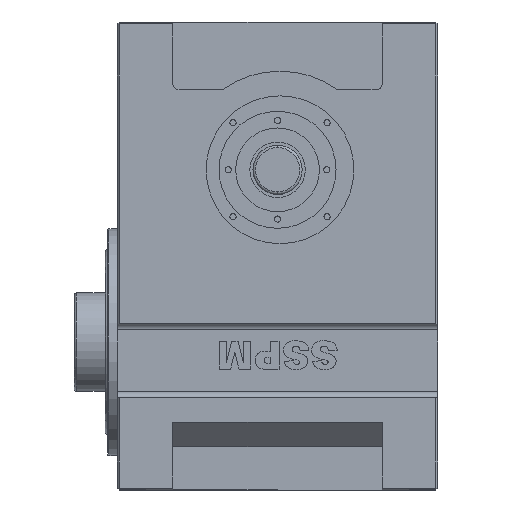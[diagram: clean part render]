
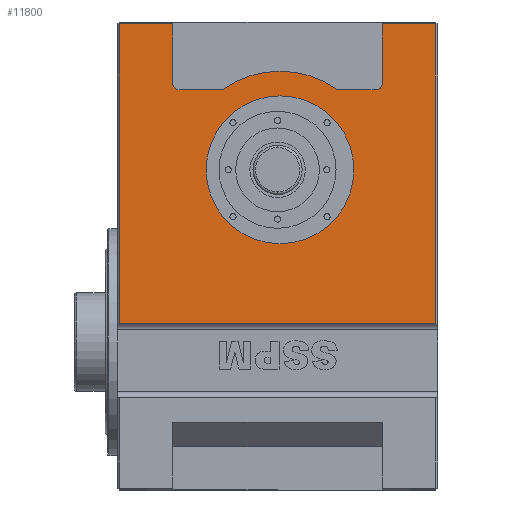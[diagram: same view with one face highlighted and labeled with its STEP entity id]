
A CAD part, left-side view. The second image highlights one B-rep face of the part: STEP entity #11800.
In plain terms, the highlighted planar face has unit normal (-1, 0, 0).
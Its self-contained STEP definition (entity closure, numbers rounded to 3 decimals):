
#2 = CARTESIAN_POINT ( 'NONE',  ( -240., 128., -120. ) ) ;
#37 = ORIENTED_EDGE ( 'NONE', *, *, #13741, .T. ) ;
#136 = CARTESIAN_POINT ( 'NONE',  ( -240., 128., -180. ) ) ;
#235 = EDGE_CURVE ( 'NONE', #12671, #11166, #2825, .T. ) ;
#339 = CARTESIAN_POINT ( 'NONE',  ( -240., 81.363, -55. ) ) ;
#352 = VERTEX_POINT ( 'NONE', #7153 ) ;
#452 = VERTEX_POINT ( 'NONE', #14798 ) ;
#801 = DIRECTION ( 'NONE',  ( 0., 0., -1. ) ) ;
#919 = CARTESIAN_POINT ( 'NONE',  ( -240., 128., -120. ) ) ;
#1125 = DIRECTION ( 'NONE',  ( 0., 1., 0. ) ) ;
#1229 = DIRECTION ( 'NONE',  ( 1., 0., 0. ) ) ;
#1282 = DIRECTION ( 'NONE',  ( 0., 0., -1. ) ) ;
#1297 = EDGE_CURVE ( 'NONE', #8531, #452, #3383, .T. ) ;
#1391 = VERTEX_POINT ( 'NONE', #339 ) ;
#1433 = VECTOR ( 'NONE', #6180, 1000. ) ;
#1672 = CARTESIAN_POINT ( 'NONE',  ( -240., 174.637, -55. ) ) ;
#1916 = DIRECTION ( 'NONE',  ( 0., 0., -1. ) ) ;
#2093 = DIRECTION ( 'NONE',  ( 0., 0., -1. ) ) ;
#2518 = ORIENTED_EDGE ( 'NONE', *, *, #16543, .T. ) ;
#2654 = LINE ( 'NONE', #12202, #8659 ) ;
#2813 = CARTESIAN_POINT ( 'NONE',  ( -240., 45., -1.5 ) ) ;
#2825 = LINE ( 'NONE', #16454, #16037 ) ;
#2872 = EDGE_CURVE ( 'NONE', #7714, #11147, #11825, .T. ) ;
#3180 = EDGE_CURVE ( 'NONE', #11147, #352, #3189, .T. ) ;
#3189 = LINE ( 'NONE', #9404, #14800 ) ;
#3383 = LINE ( 'NONE', #14131, #11390 ) ;
#3643 = VERTEX_POINT ( 'NONE', #12869 ) ;
#3751 = EDGE_CURVE ( 'NONE', #8531, #3643, #15004, .T. ) ;
#3876 = EDGE_CURVE ( 'NONE', #5784, #1391, #5969, .T. ) ;
#3959 = DIRECTION ( 'NONE',  ( -1., 0., 0. ) ) ;
#4383 = CARTESIAN_POINT ( 'NONE',  ( -240., 1.5, -245. ) ) ;
#4514 = AXIS2_PLACEMENT_3D ( 'NONE', #4828, #12423, #4766 ) ;
#4596 = PLANE ( 'NONE',  #16443 ) ;
#4701 = CARTESIAN_POINT ( 'NONE',  ( -240., 260., 0. ) ) ;
#4702 = DIRECTION ( 'NONE',  ( 1., 0., 0. ) ) ;
#4754 = CARTESIAN_POINT ( 'NONE',  ( -240., 215., -50. ) ) ;
#4766 = DIRECTION ( 'NONE',  ( 0., 0., -1. ) ) ;
#4778 = ORIENTED_EDGE ( 'NONE', *, *, #235, .T. ) ;
#4828 = CARTESIAN_POINT ( 'NONE',  ( -240., 128., -120. ) ) ;
#5355 = CARTESIAN_POINT ( 'NONE',  ( -240., 128., -120. ) ) ;
#5407 = EDGE_CURVE ( 'NONE', #7381, #5784, #10771, .T. ) ;
#5435 = ORIENTED_EDGE ( 'NONE', *, *, #11994, .T. ) ;
#5445 = FACE_OUTER_BOUND ( 'NONE', #14404, .T. ) ;
#5784 = VERTEX_POINT ( 'NONE', #9024 ) ;
#5969 = LINE ( 'NONE', #7323, #11791 ) ;
#6180 = DIRECTION ( 'NONE',  ( 0., 0., 1. ) ) ;
#6472 = DIRECTION ( 'NONE',  ( 0., 1., 0. ) ) ;
#6634 = CIRCLE ( 'NONE', #14392, 80. ) ;
#6837 = ORIENTED_EDGE ( 'NONE', *, *, #3751, .T. ) ;
#6868 = EDGE_CURVE ( 'NONE', #11166, #7714, #11172, .T. ) ;
#7096 = AXIS2_PLACEMENT_3D ( 'NONE', #16144, #9814, #12325 ) ;
#7153 = CARTESIAN_POINT ( 'NONE',  ( -240., 258.5, -1.5 ) ) ;
#7156 = DIRECTION ( 'NONE',  ( 1., 0., 0. ) ) ;
#7194 = VECTOR ( 'NONE', #12073, 1000. ) ;
#7195 = CARTESIAN_POINT ( 'NONE',  ( -240., 258.5, -245. ) ) ;
#7244 = VERTEX_POINT ( 'NONE', #9643 ) ;
#7323 = CARTESIAN_POINT ( 'NONE',  ( -240., 81.363, -55. ) ) ;
#7381 = VERTEX_POINT ( 'NONE', #9873 ) ;
#7461 = ORIENTED_EDGE ( 'NONE', *, *, #2872, .T. ) ;
#7524 = ORIENTED_EDGE ( 'NONE', *, *, #6868, .T. ) ;
#7693 = EDGE_CURVE ( 'NONE', #11979, #13011, #15551, .T. ) ;
#7714 = VERTEX_POINT ( 'NONE', #4754 ) ;
#7818 = CARTESIAN_POINT ( 'NONE',  ( -240., 128., -60. ) ) ;
#7908 = ORIENTED_EDGE ( 'NONE', *, *, #1297, .F. ) ;
#8013 = ORIENTED_EDGE ( 'NONE', *, *, #10343, .T. ) ;
#8295 = DIRECTION ( 'NONE',  ( 0., 1., 0. ) ) ;
#8413 = ORIENTED_EDGE ( 'NONE', *, *, #7693, .T. ) ;
#8417 = CARTESIAN_POINT ( 'NONE',  ( -240., 215., -1.5 ) ) ;
#8531 = VERTEX_POINT ( 'NONE', #4383 ) ;
#8549 = CIRCLE ( 'NONE', #13129, 80. ) ;
#8659 = VECTOR ( 'NONE', #8295, 1000. ) ;
#8762 = VERTEX_POINT ( 'NONE', #2813 ) ;
#9024 = CARTESIAN_POINT ( 'NONE',  ( -240., 50., -55. ) ) ;
#9074 = ORIENTED_EDGE ( 'NONE', *, *, #3180, .T. ) ;
#9158 = AXIS2_PLACEMENT_3D ( 'NONE', #12726, #1229, #14014 ) ;
#9253 = DIRECTION ( 'NONE',  ( 0., 1., 0. ) ) ;
#9373 = AXIS2_PLACEMENT_3D ( 'NONE', #919, #4702, #2093 ) ;
#9404 = CARTESIAN_POINT ( 'NONE',  ( -240., 260., -1.5 ) ) ;
#9643 = CARTESIAN_POINT ( 'NONE',  ( -240., 128., -40. ) ) ;
#9814 = DIRECTION ( 'NONE',  ( 1., 0., 0. ) ) ;
#9873 = CARTESIAN_POINT ( 'NONE',  ( -240., 45., -50. ) ) ;
#10343 = EDGE_CURVE ( 'NONE', #8762, #7381, #13488, .T. ) ;
#10443 = EDGE_LOOP ( 'NONE', ( #8413, #15124 ) ) ;
#10771 = CIRCLE ( 'NONE', #7096, 5. ) ;
#10793 = CARTESIAN_POINT ( 'NONE',  ( -240., 1.5, 0. ) ) ;
#11027 = DIRECTION ( 'NONE',  ( 0., 1., 0. ) ) ;
#11147 = VERTEX_POINT ( 'NONE', #8417 ) ;
#11166 = VERTEX_POINT ( 'NONE', #14960 ) ;
#11172 = CIRCLE ( 'NONE', #9158, 5. ) ;
#11221 = CARTESIAN_POINT ( 'NONE',  ( -240., 215., 0. ) ) ;
#11390 = VECTOR ( 'NONE', #6472, 1000. ) ;
#11399 = VECTOR ( 'NONE', #16097, 1000. ) ;
#11791 = VECTOR ( 'NONE', #11027, 1000. ) ;
#11800 = ADVANCED_FACE ( 'NONE', ( #12651, #5445 ), #4596, .F. ) ;
#11825 = LINE ( 'NONE', #11221, #1433 ) ;
#11922 = ORIENTED_EDGE ( 'NONE', *, *, #3876, .T. ) ;
#11979 = VERTEX_POINT ( 'NONE', #7818 ) ;
#11994 = EDGE_CURVE ( 'NONE', #1391, #7244, #6634, .T. ) ;
#12073 = DIRECTION ( 'NONE',  ( 0., 0., 1. ) ) ;
#12179 = CIRCLE ( 'NONE', #4514, 60. ) ;
#12202 = CARTESIAN_POINT ( 'NONE',  ( -240., 260., -1.5 ) ) ;
#12325 = DIRECTION ( 'NONE',  ( 0., 0., -1. ) ) ;
#12423 = DIRECTION ( 'NONE',  ( 1., 0., 0. ) ) ;
#12651 = FACE_BOUND ( 'NONE', #10443, .T. ) ;
#12671 = VERTEX_POINT ( 'NONE', #1672 ) ;
#12726 = CARTESIAN_POINT ( 'NONE',  ( -240., 210., -50. ) ) ;
#12869 = CARTESIAN_POINT ( 'NONE',  ( -240., 1.5, -1.5 ) ) ;
#12907 = DIRECTION ( 'NONE',  ( 0., 0., -1. ) ) ;
#13011 = VERTEX_POINT ( 'NONE', #136 ) ;
#13082 = VECTOR ( 'NONE', #1916, 1000. ) ;
#13129 = AXIS2_PLACEMENT_3D ( 'NONE', #2, #13905, #1282 ) ;
#13295 = ORIENTED_EDGE ( 'NONE', *, *, #5407, .T. ) ;
#13488 = LINE ( 'NONE', #14712, #13082 ) ;
#13741 = EDGE_CURVE ( 'NONE', #3643, #8762, #2654, .T. ) ;
#13905 = DIRECTION ( 'NONE',  ( -1., 0., 0. ) ) ;
#14014 = DIRECTION ( 'NONE',  ( 0., 0., -1. ) ) ;
#14131 = CARTESIAN_POINT ( 'NONE',  ( -240., 0., -245. ) ) ;
#14192 = LINE ( 'NONE', #7195, #11399 ) ;
#14392 = AXIS2_PLACEMENT_3D ( 'NONE', #5355, #3959, #12907 ) ;
#14404 = EDGE_LOOP ( 'NONE', ( #7908, #6837, #37, #8013, #13295, #11922, #5435, #2518, #4778, #7524, #7461, #9074, #14593 ) ) ;
#14593 = ORIENTED_EDGE ( 'NONE', *, *, #14977, .T. ) ;
#14712 = CARTESIAN_POINT ( 'NONE',  ( -240., 45., 0. ) ) ;
#14798 = CARTESIAN_POINT ( 'NONE',  ( -240., 258.5, -245. ) ) ;
#14800 = VECTOR ( 'NONE', #9253, 1000. ) ;
#14960 = CARTESIAN_POINT ( 'NONE',  ( -240., 210., -55. ) ) ;
#14977 = EDGE_CURVE ( 'NONE', #352, #452, #14192, .T. ) ;
#15004 = LINE ( 'NONE', #10793, #7194 ) ;
#15124 = ORIENTED_EDGE ( 'NONE', *, *, #15541, .T. ) ;
#15541 = EDGE_CURVE ( 'NONE', #13011, #11979, #12179, .T. ) ;
#15551 = CIRCLE ( 'NONE', #9373, 60. ) ;
#16037 = VECTOR ( 'NONE', #1125, 1000. ) ;
#16097 = DIRECTION ( 'NONE',  ( 0., 0., -1. ) ) ;
#16144 = CARTESIAN_POINT ( 'NONE',  ( -240., 50., -50. ) ) ;
#16443 = AXIS2_PLACEMENT_3D ( 'NONE', #4701, #7156, #801 ) ;
#16454 = CARTESIAN_POINT ( 'NONE',  ( -240., 210., -55. ) ) ;
#16543 = EDGE_CURVE ( 'NONE', #7244, #12671, #8549, .T. ) ;
